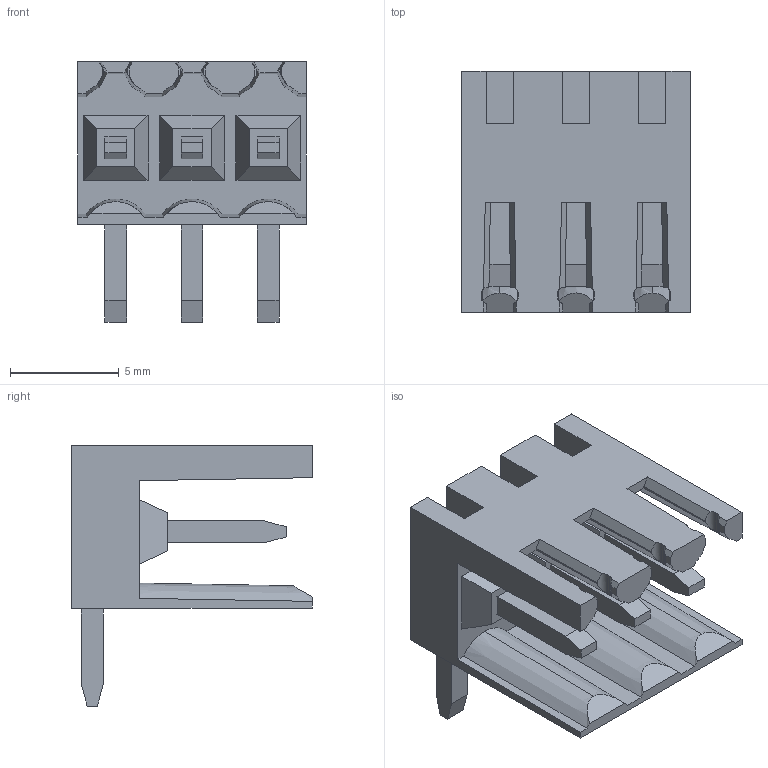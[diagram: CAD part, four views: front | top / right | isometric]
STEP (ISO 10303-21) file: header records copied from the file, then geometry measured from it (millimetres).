
FILE_DESCRIPTION(('CATIA V5 STEP Exchange','CAx-IF Rec.Pracs.--- Model Styling and Organization---1.4--- 2014-01-23'),'2;1');
FILE_NAME ('D1488101_0_1615300000_1615300000.stp','2021-06-01T07:26:07+00:00',('none'),('Weidmueller'),'CATIA Version 5-6 Release 2016 SP3 HF44','CATIA V5 STEP AP214','none');
FILE_SCHEMA(('AUTOMOTIVE_DESIGN { 1 0 10303 214 1 1 1 1 }'));
Length unit declared in the file: millimetre
Products named in the file (1): 1615300000
Bounding box: 10.5 x 11.05 x 11.95 mm (x, y, z)
Volume: 383.2 mm3; surface area: 982 mm2
Topology: 4 solids, 4 shells, 199 faces, 582 edges, 391 vertices
Faces by surface type: plane 160, cylinder 24, cone 15
Entity records: 6776 total; most frequent: CARTESIAN_POINT 1479, ORIENTED_EDGE 1164, DIRECTION 856, EDGE_CURVE 582, VECTOR 447, LINE 447, VERTEX_POINT 391, AXIS2_PLACEMENT_3D 243
